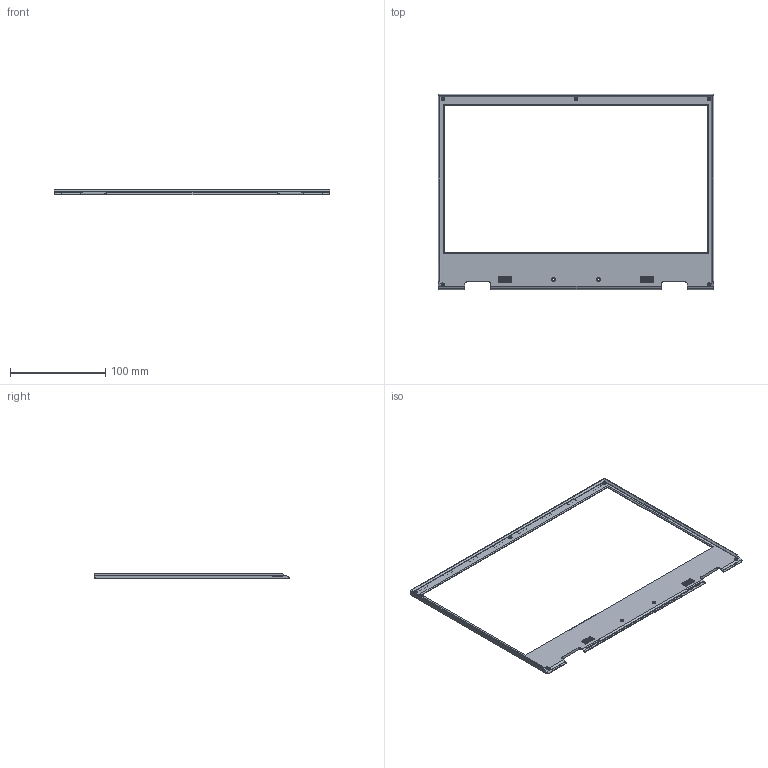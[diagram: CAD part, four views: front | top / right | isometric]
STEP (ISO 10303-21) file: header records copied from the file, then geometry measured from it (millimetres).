
FILE_DESCRIPTION(/* description */ (''),/* implementation_level */ '2;1');
FILE_NAME(/* name */ 'screen_front_08.10.2020.step',/* time_stamp */ '2020-10-08T15:16:37+02:00',/* author */ (''),/* organization */ (''),/* preprocessor_version */ 'ST-DEVELOPER v18.1',/* originating_system */ 'Autodesk Translation Framework v9.3.0.1241',/* authorisation */ '');
FILE_SCHEMA (('AUTOMOTIVE_DESIGN { 1 0 10303 214 3 1 1 }'));
Length unit declared in the file: millimetre
Products named in the file (1): screen_front - N125HCr-GN1 v2
Bounding box: 290 x 205.28 x 5.49 mm (x, y, z)
Volume: 31710.2 mm3; surface area: 40250.8 mm2
Topology: 1 solids, 1 shells, 359 faces, 1003 edges, 660 vertices
Faces by surface type: cylinder 198, plane 152, torus 5, bspline 4
Full cylindrical faces by diameter (mm): 1 x70, 2 x7, 4 x7
Entity records: 12134 total; most frequent: CARTESIAN_POINT 2201, DIRECTION 2105, ORIENTED_EDGE 2000, EDGE_CURVE 1000, AXIS2_PLACEMENT_3D 761, VERTEX_POINT 660, LINE 583, VECTOR 583
